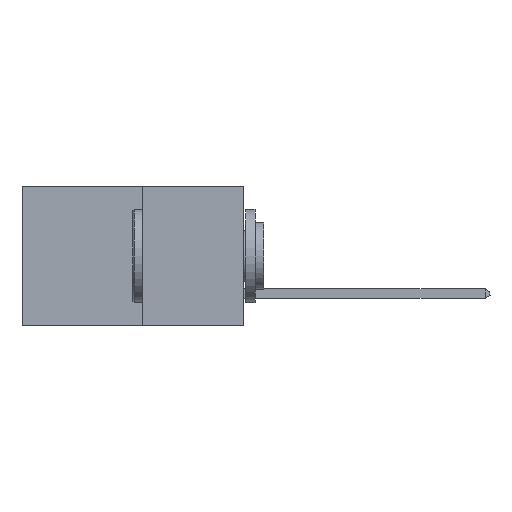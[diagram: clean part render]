
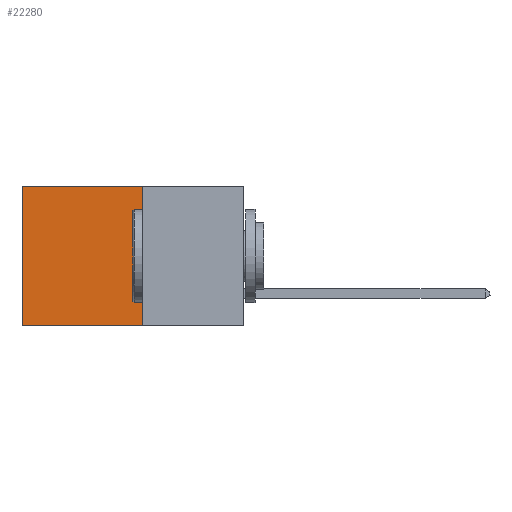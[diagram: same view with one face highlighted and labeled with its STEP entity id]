
A CAD part, left-side view. The second image highlights one B-rep face of the part: STEP entity #22280.
In plain terms, the highlighted planar face has unit normal (-1, 0, 0).
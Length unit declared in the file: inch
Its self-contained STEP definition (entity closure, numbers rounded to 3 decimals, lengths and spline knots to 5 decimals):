
#1166 = VECTOR ( 'NONE', #24490, 39.37008 ) ;
#2473 = LINE ( 'NONE', #5586, #1166 ) ;
#2557 = VECTOR ( 'NONE', #8828, 39.37008 ) ;
#3409 = LINE ( 'NONE', #16746, #8359 ) ;
#4838 = CARTESIAN_POINT ( 'NONE',  ( 0.277, 0.27, -0.37 ) ) ;
#4938 = VERTEX_POINT ( 'NONE', #26553 ) ;
#5139 = VERTEX_POINT ( 'NONE', #23834 ) ;
#5586 = CARTESIAN_POINT ( 'NONE',  ( 0.277, 0.27, -0.37 ) ) ;
#6715 = CARTESIAN_POINT ( 'NONE',  ( 0.277, 0.27, 0. ) ) ;
#8332 = PLANE ( 'NONE',  #14124 ) ;
#8359 = VECTOR ( 'NONE', #12502, 39.37008 ) ;
#8828 = DIRECTION ( 'NONE',  ( 0., 1., 0. ) ) ;
#10450 = DIRECTION ( 'NONE',  ( 0., 0., -1. ) ) ;
#10755 = LINE ( 'NONE', #4838, #26829 ) ;
#11329 = ORIENTED_EDGE ( 'NONE', *, *, #19638, .F. ) ;
#11471 = ORIENTED_EDGE ( 'NONE', *, *, #12783, .F. ) ;
#11895 = VERTEX_POINT ( 'NONE', #16167 ) ;
#12502 = DIRECTION ( 'NONE',  ( 0., 0., -1. ) ) ;
#12783 = EDGE_CURVE ( 'NONE', #5139, #11895, #2473, .T. ) ;
#14124 = AXIS2_PLACEMENT_3D ( 'NONE', #18793, #23026, #10450 ) ;
#15832 = ORIENTED_EDGE ( 'NONE', *, *, #18903, .T. ) ;
#16167 = CARTESIAN_POINT ( 'NONE',  ( 0.277, 0.27, -0.37 ) ) ;
#16746 = CARTESIAN_POINT ( 'NONE',  ( 0.277, 0.59, -0.37 ) ) ;
#16795 = CARTESIAN_POINT ( 'NONE',  ( 0.277, 0.59, 0. ) ) ;
#17239 = ORIENTED_EDGE ( 'NONE', *, *, #24874, .T. ) ;
#17492 = DIRECTION ( 'NONE',  ( 0., 1., 0. ) ) ;
#17665 = VERTEX_POINT ( 'NONE', #16795 ) ;
#18793 = CARTESIAN_POINT ( 'NONE',  ( 0.277, 0.27, -0.37 ) ) ;
#18903 = EDGE_CURVE ( 'NONE', #5139, #17665, #24271, .T. ) ;
#19034 = FACE_OUTER_BOUND ( 'NONE', #25849, .T. ) ;
#19638 = EDGE_CURVE ( 'NONE', #11895, #4938, #10755, .T. ) ;
#22280 = ADVANCED_FACE ( 'NONE', ( #19034 ), #8332, .F. ) ;
#23026 = DIRECTION ( 'NONE',  ( 1., 0., 0. ) ) ;
#23834 = CARTESIAN_POINT ( 'NONE',  ( 0.277, 0.27, 0. ) ) ;
#24271 = LINE ( 'NONE', #6715, #2557 ) ;
#24490 = DIRECTION ( 'NONE',  ( 0., 0., -1. ) ) ;
#24874 = EDGE_CURVE ( 'NONE', #17665, #4938, #3409, .T. ) ;
#25849 = EDGE_LOOP ( 'NONE', ( #17239, #11329, #11471, #15832 ) ) ;
#26553 = CARTESIAN_POINT ( 'NONE',  ( 0.277, 0.59, -0.37 ) ) ;
#26829 = VECTOR ( 'NONE', #17492, 39.37008 ) ;
